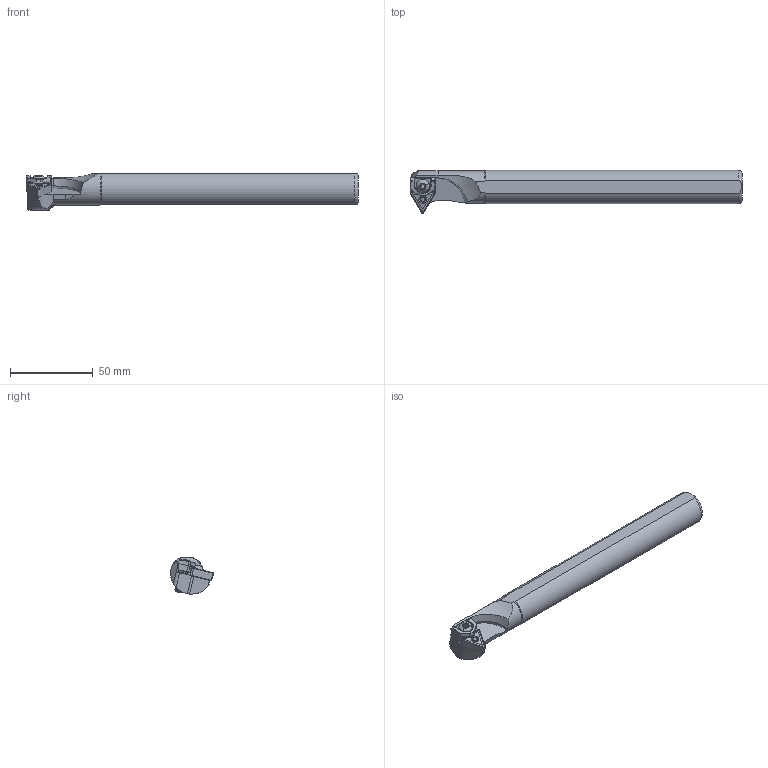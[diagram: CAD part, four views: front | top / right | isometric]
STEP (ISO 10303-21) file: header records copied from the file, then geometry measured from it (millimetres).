
FILE_DESCRIPTION (( 'STEP AP214' ), '1' );
FILE_NAME ('S20R-MT-NR-16-LIGHT.STP', '2023-10-24T16:47:29', ( '' ), ( '' ), 'SwSTEP 2.0', 'SolidWorks 2018', '' );
FILE_SCHEMA (( 'AUTOMOTIVE_DESIGN' ));
Length unit declared in the file: millimetre
Products named in the file (1): S20R-MT-NR-16-LIGHT
Bounding box: 200 x 26 x 21.78 mm (x, y, z)
Volume: 57699.4 mm3; surface area: 13976.9 mm2
Topology: 2 solids, 2 shells, 254 faces, 653 edges, 406 vertices
Faces by surface type: plane 99, cylinder 77, cone 45, bspline 21, torus 12
Entity records: 13537 total; most frequent: CARTESIAN_POINT 6823, ORIENTED_EDGE 1302, DIRECTION 1076, EDGE_CURVE 651, VERTEX_POINT 406, AXIS2_PLACEMENT_3D 391, VECTOR 294, LINE 294
